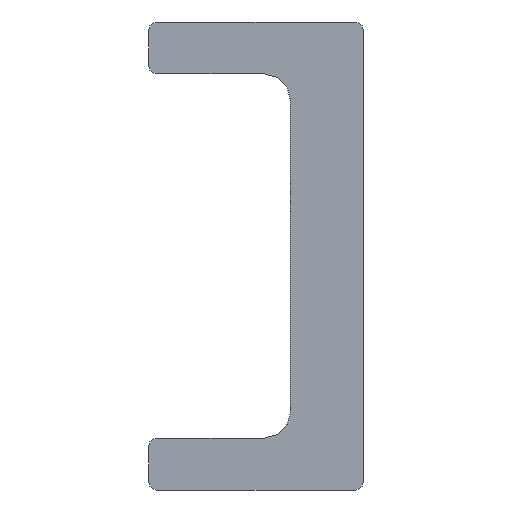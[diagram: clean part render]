
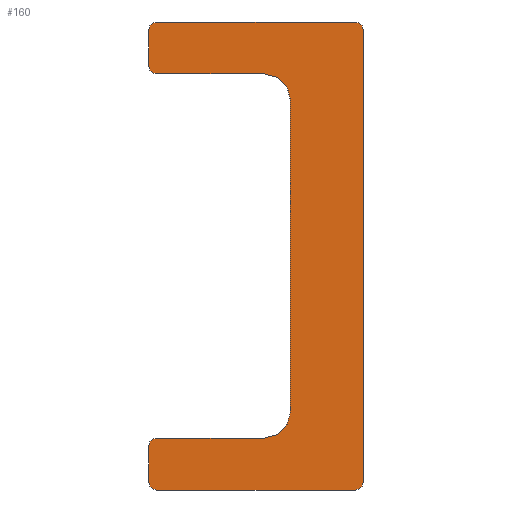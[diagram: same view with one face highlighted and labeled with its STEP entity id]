
A CAD part, front view. The second image highlights one B-rep face of the part: STEP entity #160.
In plain terms, the highlighted planar face has unit normal (0, -1, 0).
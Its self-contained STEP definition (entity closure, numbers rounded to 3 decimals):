
#160 = ADVANCED_FACE( '', ( #380 ), #381, .F. );
#380 = FACE_OUTER_BOUND( '', #641, .T. );
#381 = PLANE( '', #642 );
#641 = EDGE_LOOP( '', ( #1019, #1020, #1021, #1022, #1023, #1024, #1025, #1026, #1027, #1028, #1029, #1030, #1031, #1032, #1033, #1034 ) );
#642 = AXIS2_PLACEMENT_3D( '', #1035, #1036, #1037 );
#1019 = ORIENTED_EDGE( '', *, *, #1267, .F. );
#1020 = ORIENTED_EDGE( '', *, *, #1243, .T. );
#1021 = ORIENTED_EDGE( '', *, *, #1204, .F. );
#1022 = ORIENTED_EDGE( '', *, *, #1271, .T. );
#1023 = ORIENTED_EDGE( '', *, *, #1303, .F. );
#1024 = ORIENTED_EDGE( '', *, *, #1312, .T. );
#1025 = ORIENTED_EDGE( '', *, *, #1229, .F. );
#1026 = ORIENTED_EDGE( '', *, *, #1313, .T. );
#1027 = ORIENTED_EDGE( '', *, *, #1314, .F. );
#1028 = ORIENTED_EDGE( '', *, *, #1286, .T. );
#1029 = ORIENTED_EDGE( '', *, *, #1315, .F. );
#1030 = ORIENTED_EDGE( '', *, *, #1237, .T. );
#1031 = ORIENTED_EDGE( '', *, *, #1316, .F. );
#1032 = ORIENTED_EDGE( '', *, *, #1317, .T. );
#1033 = ORIENTED_EDGE( '', *, *, #1195, .F. );
#1034 = ORIENTED_EDGE( '', *, *, #1248, .T. );
#1035 = CARTESIAN_POINT( '', ( -4.125, 0., 9. ) );
#1036 = DIRECTION( '', ( 0., 1., 0. ) );
#1037 = DIRECTION( '', ( 0., 0., 1. ) );
#1195 = EDGE_CURVE( '', #1371, #1373, #1374, .T. );
#1204 = EDGE_CURVE( '', #1387, #1388, #1389, .T. );
#1229 = EDGE_CURVE( '', #1429, #1431, #1432, .T. );
#1237 = EDGE_CURVE( '', #1445, #1443, #1446, .F. );
#1243 = EDGE_CURVE( '', #1454, #1388, #1455, .F. );
#1248 = EDGE_CURVE( '', #1371, #1460, #1462, .F. );
#1267 = EDGE_CURVE( '', #1454, #1460, #1495, .T. );
#1271 = EDGE_CURVE( '', #1387, #1499, #1501, .F. );
#1286 = EDGE_CURVE( '', #1525, #1523, #1526, .T. );
#1303 = EDGE_CURVE( '', #1547, #1499, #1549, .T. );
#1312 = EDGE_CURVE( '', #1547, #1431, #1562, .F. );
#1313 = EDGE_CURVE( '', #1429, #1563, #1564, .T. );
#1314 = EDGE_CURVE( '', #1525, #1563, #1565, .T. );
#1315 = EDGE_CURVE( '', #1445, #1523, #1566, .T. );
#1316 = EDGE_CURVE( '', #1567, #1443, #1568, .T. );
#1317 = EDGE_CURVE( '', #1567, #1373, #1569, .F. );
#1371 = VERTEX_POINT( '', #1630 );
#1373 = VERTEX_POINT( '', #1633 );
#1374 = LINE( '', #1634, #1635 );
#1387 = VERTEX_POINT( '', #1649 );
#1388 = VERTEX_POINT( '', #1650 );
#1389 = LINE( '', #1651, #1652 );
#1429 = VERTEX_POINT( '', #1696 );
#1431 = VERTEX_POINT( '', #1699 );
#1432 = LINE( '', #1700, #1701 );
#1443 = VERTEX_POINT( '', #1713 );
#1445 = VERTEX_POINT( '', #1716 );
#1446 = CIRCLE( '', #1717, 0.3 );
#1454 = VERTEX_POINT( '', #1726 );
#1455 = CIRCLE( '', #1727, 0.3 );
#1460 = VERTEX_POINT( '', #1733 );
#1462 = CIRCLE( '', #1736, 0.3 );
#1495 = LINE( '', #1770, #1771 );
#1499 = VERTEX_POINT( '', #1775 );
#1501 = CIRCLE( '', #1778, 0.3 );
#1523 = VERTEX_POINT( '', #1800 );
#1525 = VERTEX_POINT( '', #1803 );
#1526 = CIRCLE( '', #1804, 1. );
#1547 = VERTEX_POINT( '', #1830 );
#1549 = LINE( '', #1833, #1834 );
#1562 = CIRCLE( '', #1847, 0.3 );
#1563 = VERTEX_POINT( '', #1848 );
#1564 = CIRCLE( '', #1849, 1. );
#1565 = LINE( '', #1850, #1851 );
#1566 = LINE( '', #1852, #1853 );
#1567 = VERTEX_POINT( '', #1854 );
#1568 = LINE( '', #1855, #1856 );
#1569 = CIRCLE( '', #1857, 0.3 );
#1630 = CARTESIAN_POINT( '', ( 3.825, 0., -9. ) );
#1633 = CARTESIAN_POINT( '', ( -3.825, 0., -9. ) );
#1634 = CARTESIAN_POINT( '', ( 4.125, 0., -9. ) );
#1635 = VECTOR( '', #1921, 1000. );
#1649 = CARTESIAN_POINT( '', ( -3.825, 0., 9. ) );
#1650 = CARTESIAN_POINT( '', ( 3.825, 0., 9. ) );
#1651 = CARTESIAN_POINT( '', ( -4.125, 0., 9. ) );
#1652 = VECTOR( '', #1935, 1000. );
#1696 = CARTESIAN_POINT( '', ( 0.325, 0., 7. ) );
#1699 = CARTESIAN_POINT( '', ( -3.825, 0., 7. ) );
#1700 = CARTESIAN_POINT( '', ( -4.125, 0., 7. ) );
#1701 = VECTOR( '', #1977, 1000. );
#1713 = CARTESIAN_POINT( '', ( -4.125, 0., -7.3 ) );
#1716 = CARTESIAN_POINT( '', ( -3.825, 0., -7. ) );
#1717 = AXIS2_PLACEMENT_3D( '', #1989, #1990, #1991 );
#1726 = CARTESIAN_POINT( '', ( 4.125, 0., 8.7 ) );
#1727 = AXIS2_PLACEMENT_3D( '', #1999, #2000, #2001 );
#1733 = CARTESIAN_POINT( '', ( 4.125, 0., -8.7 ) );
#1736 = AXIS2_PLACEMENT_3D( '', #2007, #2008, #2009 );
#1770 = CARTESIAN_POINT( '', ( 4.125, 0., 9. ) );
#1771 = VECTOR( '', #2053, 1000. );
#1775 = CARTESIAN_POINT( '', ( -4.125, 0., 8.7 ) );
#1778 = AXIS2_PLACEMENT_3D( '', #2058, #2059, #2060 );
#1800 = CARTESIAN_POINT( '', ( 0.325, 0., -7. ) );
#1803 = CARTESIAN_POINT( '', ( 1.325, 0., -6. ) );
#1804 = AXIS2_PLACEMENT_3D( '', #2083, #2084, #2085 );
#1830 = CARTESIAN_POINT( '', ( -4.125, 0., 7.3 ) );
#1833 = CARTESIAN_POINT( '', ( -4.125, 0., -9. ) );
#1834 = VECTOR( '', #2107, 1000. );
#1847 = AXIS2_PLACEMENT_3D( '', #2120, #2121, #2122 );
#1848 = CARTESIAN_POINT( '', ( 1.325, 0., 6. ) );
#1849 = AXIS2_PLACEMENT_3D( '', #2123, #2124, #2125 );
#1850 = CARTESIAN_POINT( '', ( 1.325, 0., 7. ) );
#1851 = VECTOR( '', #2126, 1000. );
#1852 = CARTESIAN_POINT( '', ( 1.325, 0., -7. ) );
#1853 = VECTOR( '', #2127, 1000. );
#1854 = CARTESIAN_POINT( '', ( -4.125, 0., -8.7 ) );
#1855 = CARTESIAN_POINT( '', ( -4.125, 0., -9. ) );
#1856 = VECTOR( '', #2128, 1000. );
#1857 = AXIS2_PLACEMENT_3D( '', #2129, #2130, #2131 );
#1921 = DIRECTION( '', ( -1., 0., 0. ) );
#1935 = DIRECTION( '', ( 1., 0., 0. ) );
#1977 = DIRECTION( '', ( -1., 0., 0. ) );
#1989 = CARTESIAN_POINT( '', ( -3.825, 0., -7.3 ) );
#1990 = DIRECTION( '', ( 0., 1., 0. ) );
#1991 = DIRECTION( '', ( 0., 0., 1. ) );
#1999 = CARTESIAN_POINT( '', ( 3.825, 0., 8.7 ) );
#2000 = DIRECTION( '', ( 0., 1., 0. ) );
#2001 = DIRECTION( '', ( 0., 0., 1. ) );
#2007 = CARTESIAN_POINT( '', ( 3.825, 0., -8.7 ) );
#2008 = DIRECTION( '', ( 0., 1., 0. ) );
#2009 = DIRECTION( '', ( 0., 0., 1. ) );
#2053 = DIRECTION( '', ( 0., 0., -1. ) );
#2058 = CARTESIAN_POINT( '', ( -3.825, 0., 8.7 ) );
#2059 = DIRECTION( '', ( 0., 1., 0. ) );
#2060 = DIRECTION( '', ( 0., 0., 1. ) );
#2083 = CARTESIAN_POINT( '', ( 0.325, 0., -6. ) );
#2084 = DIRECTION( '', ( 0., 1., 0. ) );
#2085 = DIRECTION( '', ( 0., 0., 1. ) );
#2107 = DIRECTION( '', ( 0., 0., 1. ) );
#2120 = CARTESIAN_POINT( '', ( -3.825, 0., 7.3 ) );
#2121 = DIRECTION( '', ( 0., 1., 0. ) );
#2122 = DIRECTION( '', ( 0., 0., 1. ) );
#2123 = CARTESIAN_POINT( '', ( 0.325, 0., 6. ) );
#2124 = DIRECTION( '', ( 0., 1., 0. ) );
#2125 = DIRECTION( '', ( 0., 0., 1. ) );
#2126 = DIRECTION( '', ( 0., 0., 1. ) );
#2127 = DIRECTION( '', ( 1., 0., 0. ) );
#2128 = DIRECTION( '', ( 0., 0., 1. ) );
#2129 = CARTESIAN_POINT( '', ( -3.825, 0., -8.7 ) );
#2130 = DIRECTION( '', ( 0., 1., 0. ) );
#2131 = DIRECTION( '', ( 0., 0., 1. ) );
